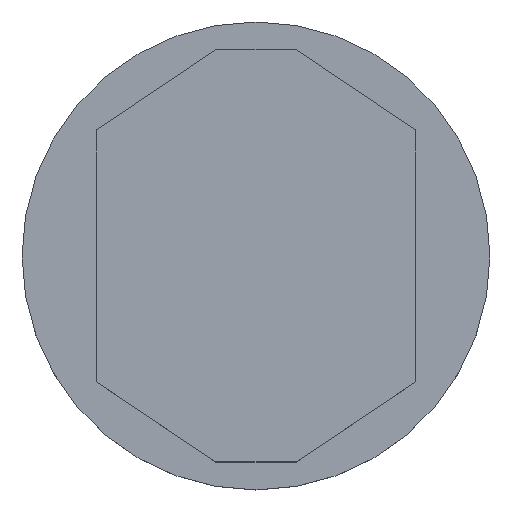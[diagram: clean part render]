
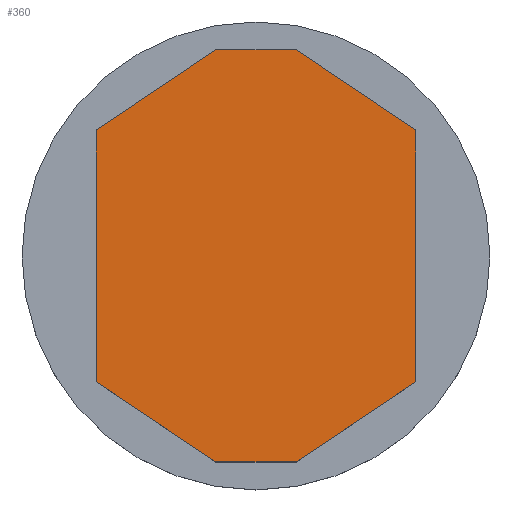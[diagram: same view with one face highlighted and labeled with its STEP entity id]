
A CAD part, top view. The second image highlights one B-rep face of the part: STEP entity #360.
In plain terms, the highlighted planar face has unit normal (0, 0, 1).
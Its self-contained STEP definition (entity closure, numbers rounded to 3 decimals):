
#93=DIRECTION('',(1.,0.,0.));
#94=VECTOR('',#93,9.);
#95=CARTESIAN_POINT('',(-4.5,-22.9,9.));
#96=LINE('',#95,#94);
#97=DIRECTION('',(0.83,-0.558,0.));
#98=VECTOR('',#97,15.963);
#99=CARTESIAN_POINT('',(-17.751,-14.,9.));
#100=LINE('',#99,#98);
#101=DIRECTION('',(0.,-1.,0.));
#102=VECTOR('',#101,28.);
#103=CARTESIAN_POINT('',(-17.751,14.,9.));
#104=LINE('',#103,#102);
#105=DIRECTION('',(-0.83,-0.558,0.));
#106=VECTOR('',#105,15.963);
#107=CARTESIAN_POINT('',(-4.5,22.9,9.));
#108=LINE('',#107,#106);
#109=DIRECTION('',(-1.,0.,0.));
#110=VECTOR('',#109,9.);
#111=CARTESIAN_POINT('',(4.5,22.9,9.));
#112=LINE('',#111,#110);
#113=DIRECTION('',(-0.83,0.558,0.));
#114=VECTOR('',#113,15.963);
#115=CARTESIAN_POINT('',(17.751,14.,9.));
#116=LINE('',#115,#114);
#117=DIRECTION('',(0.,1.,0.));
#118=VECTOR('',#117,28.);
#119=CARTESIAN_POINT('',(17.751,-14.,9.));
#120=LINE('',#119,#118);
#121=DIRECTION('',(0.83,0.558,0.));
#122=VECTOR('',#121,15.963);
#123=CARTESIAN_POINT('',(4.5,-22.9,9.));
#124=LINE('',#123,#122);
#133=CARTESIAN_POINT('',(-4.5,-22.9,9.));
#134=CARTESIAN_POINT('',(4.5,-22.9,9.));
#135=VERTEX_POINT('',#133);
#136=VERTEX_POINT('',#134);
#137=CARTESIAN_POINT('',(17.751,-14.,9.));
#138=VERTEX_POINT('',#137);
#139=CARTESIAN_POINT('',(17.751,14.,9.));
#140=CARTESIAN_POINT('',(4.5,22.9,9.));
#141=VERTEX_POINT('',#139);
#142=VERTEX_POINT('',#140);
#143=CARTESIAN_POINT('',(-4.5,22.9,9.));
#144=VERTEX_POINT('',#143);
#145=CARTESIAN_POINT('',(-17.751,14.,9.));
#146=VERTEX_POINT('',#145);
#147=CARTESIAN_POINT('',(-17.751,-14.,9.));
#148=VERTEX_POINT('',#147);
#345=CARTESIAN_POINT('',(0.,0.,9.));
#346=DIRECTION('',(0.,0.,1.));
#347=DIRECTION('',(1.,0.,0.));
#348=AXIS2_PLACEMENT_3D('',#345,#346,#347);
#349=PLANE('',#348);
#350=ORIENTED_EDGE('',*,*,#241,.F.);
#351=ORIENTED_EDGE('',*,*,#256,.F.);
#352=ORIENTED_EDGE('',*,*,#270,.F.);
#353=ORIENTED_EDGE('',*,*,#284,.F.);
#354=ORIENTED_EDGE('',*,*,#298,.F.);
#355=ORIENTED_EDGE('',*,*,#312,.F.);
#356=ORIENTED_EDGE('',*,*,#326,.F.);
#357=ORIENTED_EDGE('',*,*,#339,.F.);
#358=EDGE_LOOP('',(#350,#351,#352,#353,#354,#355,#356,#357));
#359=FACE_OUTER_BOUND('',#358,.F.);
#360=ADVANCED_FACE('',(#359),#349,.T.);
#241=EDGE_CURVE('',#135,#136,#96,.T.);
#256=EDGE_CURVE('',#148,#135,#100,.T.);
#270=EDGE_CURVE('',#146,#148,#104,.T.);
#284=EDGE_CURVE('',#144,#146,#108,.T.);
#298=EDGE_CURVE('',#142,#144,#112,.T.);
#312=EDGE_CURVE('',#141,#142,#116,.T.);
#326=EDGE_CURVE('',#138,#141,#120,.T.);
#339=EDGE_CURVE('',#136,#138,#124,.T.);
